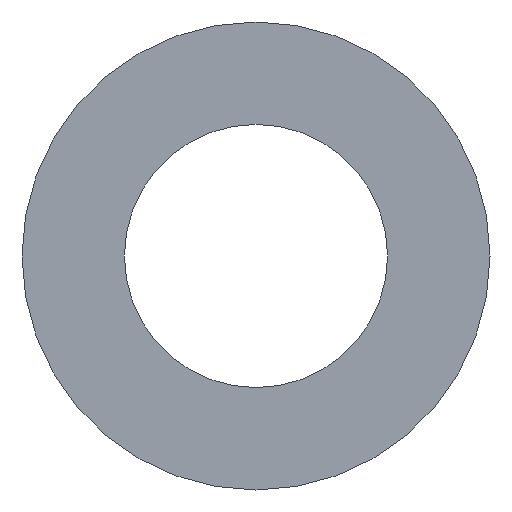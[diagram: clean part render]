
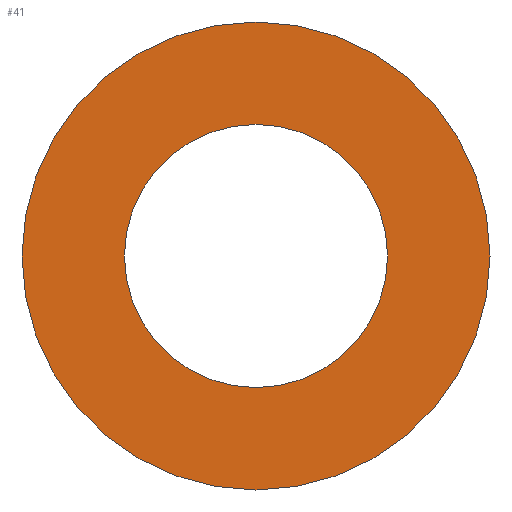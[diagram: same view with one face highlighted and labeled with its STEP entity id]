
A CAD part, left-side view. The second image highlights one B-rep face of the part: STEP entity #41.
In plain terms, the highlighted planar face has unit normal (-1, 0, 0).
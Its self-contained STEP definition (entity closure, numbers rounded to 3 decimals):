
#1 = PLANE ( 'NONE',  #357 ) ;
#11 = DIRECTION ( 'NONE',  ( 0., 0., -1. ) ) ;
#18 = DIRECTION ( 'NONE',  ( -1., 0., 0. ) ) ;
#23 = EDGE_CURVE ( 'NONE', #394, #32, #36, .T. ) ;
#32 = VERTEX_POINT ( 'NONE', #221 ) ;
#36 = CIRCLE ( 'NONE', #364, 24. ) ;
#41 = ADVANCED_FACE ( 'NONE', ( #319, #149 ), #1, .F. ) ;
#44 = DIRECTION ( 'NONE',  ( 0., 0., 1. ) ) ;
#67 = VERTEX_POINT ( 'NONE', #101 ) ;
#70 = DIRECTION ( 'NONE',  ( -1., 0., 0. ) ) ;
#77 = DIRECTION ( 'NONE',  ( 0., 0., 1. ) ) ;
#83 = ORIENTED_EDGE ( 'NONE', *, *, #254, .F. ) ;
#101 = CARTESIAN_POINT ( 'NONE',  ( 0., 0., 13.5 ) ) ;
#102 = CARTESIAN_POINT ( 'NONE',  ( 0., 0., 0. ) ) ;
#106 = DIRECTION ( 'NONE',  ( -1., 0., 0. ) ) ;
#127 = AXIS2_PLACEMENT_3D ( 'NONE', #395, #18, #77 ) ;
#131 = CARTESIAN_POINT ( 'NONE',  ( 0., 0., -13.5 ) ) ;
#132 = CARTESIAN_POINT ( 'NONE',  ( 0., 0., 0. ) ) ;
#135 = DIRECTION ( 'NONE',  ( 0., 0., 1. ) ) ;
#136 = VERTEX_POINT ( 'NONE', #131 ) ;
#139 = EDGE_CURVE ( 'NONE', #67, #136, #155, .T. ) ;
#149 = FACE_OUTER_BOUND ( 'NONE', #379, .T. ) ;
#155 = CIRCLE ( 'NONE', #206, 13.5 ) ;
#206 = AXIS2_PLACEMENT_3D ( 'NONE', #102, #70, #44 ) ;
#221 = CARTESIAN_POINT ( 'NONE',  ( 0., 0., -24. ) ) ;
#228 = DIRECTION ( 'NONE',  ( -1., 0., 0. ) ) ;
#229 = CARTESIAN_POINT ( 'NONE',  ( 0., 24., 0. ) ) ;
#246 = CARTESIAN_POINT ( 'NONE',  ( 0., 0., 24. ) ) ;
#248 = EDGE_CURVE ( 'NONE', #32, #394, #295, .T. ) ;
#254 = EDGE_CURVE ( 'NONE', #136, #67, #269, .T. ) ;
#258 = ORIENTED_EDGE ( 'NONE', *, *, #139, .F. ) ;
#269 = CIRCLE ( 'NONE', #387, 13.5 ) ;
#295 = CIRCLE ( 'NONE', #127, 24. ) ;
#319 = FACE_BOUND ( 'NONE', #360, .T. ) ;
#321 = DIRECTION ( 'NONE',  ( 0., 0., 1. ) ) ;
#326 = CARTESIAN_POINT ( 'NONE',  ( 0., 0., 0. ) ) ;
#342 = ORIENTED_EDGE ( 'NONE', *, *, #248, .T. ) ;
#343 = ORIENTED_EDGE ( 'NONE', *, *, #23, .T. ) ;
#357 = AXIS2_PLACEMENT_3D ( 'NONE', #229, #389, #11 ) ;
#360 = EDGE_LOOP ( 'NONE', ( #258, #83 ) ) ;
#364 = AXIS2_PLACEMENT_3D ( 'NONE', #132, #228, #321 ) ;
#379 = EDGE_LOOP ( 'NONE', ( #343, #342 ) ) ;
#387 = AXIS2_PLACEMENT_3D ( 'NONE', #326, #106, #135 ) ;
#389 = DIRECTION ( 'NONE',  ( 1., 0., 0. ) ) ;
#394 = VERTEX_POINT ( 'NONE', #246 ) ;
#395 = CARTESIAN_POINT ( 'NONE',  ( 0., 0., 0. ) ) ;
